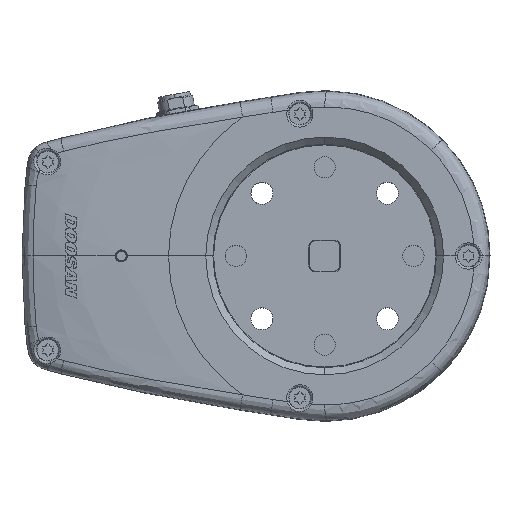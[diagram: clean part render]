
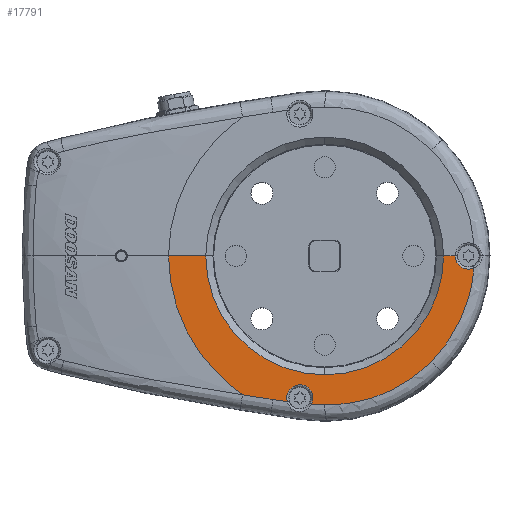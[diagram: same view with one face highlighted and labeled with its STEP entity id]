
A CAD part, top view. The second image highlights one B-rep face of the part: STEP entity #17791.
In plain terms, the highlighted planar face has unit normal (0, 0, -1).
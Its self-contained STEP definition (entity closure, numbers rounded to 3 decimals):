
#4985=CARTESIAN_POINT('Vertex',(-23.182,-39.122,-120.987)) ;
#6423=CARTESIAN_POINT('Vertex',(-3.764,-41.795,-120.987)) ;
#6425=CARTESIAN_POINT('Vertex',(-10.542,-41.07,-120.987)) ;
#6429=CARTESIAN_POINT('Control Point',(-0.047,-41.93,-120.987)) ;
#6430=CARTESIAN_POINT('Control Point',(-0.579,-41.927,-120.987)) ;
#6431=CARTESIAN_POINT('Control Point',(-1.11,-41.919,-120.987)) ;
#6432=CARTESIAN_POINT('Control Point',(-1.641,-41.905,-120.987)) ;
#6433=CARTESIAN_POINT('Control Point',(-2.173,-41.885,-120.987)) ;
#6434=CARTESIAN_POINT('Control Point',(-2.703,-41.86,-120.987)) ;
#6435=CARTESIAN_POINT('Control Point',(-3.234,-41.83,-120.987)) ;
#6436=CARTESIAN_POINT('Control Point',(-3.764,-41.795,-120.987)) ;
#6437=CARTESIAN_POINT('Vertex',(-0.047,-41.93,-120.987)) ;
#6481=CARTESIAN_POINT('Vertex',(-14.548,-40.473,-120.987)) ;
#6485=CARTESIAN_POINT('Control Point',(-10.542,-41.07,-120.987)) ;
#6486=CARTESIAN_POINT('Control Point',(-11.115,-40.99,-120.987)) ;
#6487=CARTESIAN_POINT('Control Point',(-11.688,-40.907,-120.987)) ;
#6488=CARTESIAN_POINT('Control Point',(-12.26,-40.823,-120.987)) ;
#6489=CARTESIAN_POINT('Control Point',(-12.832,-40.736,-120.987)) ;
#6490=CARTESIAN_POINT('Control Point',(-13.405,-40.649,-120.987)) ;
#6491=CARTESIAN_POINT('Control Point',(-13.976,-40.561,-120.987)) ;
#6492=CARTESIAN_POINT('Control Point',(-14.548,-40.473,-120.987)) ;
#6554=CARTESIAN_POINT('Control Point',(30.085,-29.761,-120.987)) ;
#6555=CARTESIAN_POINT('Control Point',(26.727,-33.155,-120.987)) ;
#6556=CARTESIAN_POINT('Control Point',(22.913,-36.099,-120.987)) ;
#6557=CARTESIAN_POINT('Control Point',(18.761,-38.552,-120.987)) ;
#6558=CARTESIAN_POINT('Control Point',(14.23,-40.421,-120.987)) ;
#6559=CARTESIAN_POINT('Control Point',(9.503,-41.496,-120.987)) ;
#6560=CARTESIAN_POINT('Control Point',(4.727,-41.954,-120.987)) ;
#6561=CARTESIAN_POINT('Control Point',(-0.047,-41.93,-120.987)) ;
#6562=CARTESIAN_POINT('Vertex',(30.085,-29.761,-120.987)) ;
#9142=CARTESIAN_POINT('Vertex',(33.5,0.,-120.987)) ;
#9180=CARTESIAN_POINT('Vertex',(-33.5,0.,-120.987)) ;
#9213=CARTESIAN_POINT('Vertex',(42.075,-3.348,-120.987)) ;
#9216=CARTESIAN_POINT('Axis2P3D Location',(40.5,0.,-120.987)) ;
#9220=CARTESIAN_POINT('Vertex',(36.8,0.,-120.987)) ;
#9325=CARTESIAN_POINT('Vertex',(0.,-33.5,-120.987)) ;
#9328=CARTESIAN_POINT('Axis2P3D Location',(0.,0.,-120.987)) ;
#9355=CARTESIAN_POINT('Axis2P3D Location',(0.,0.,-120.987)) ;
#13662=CARTESIAN_POINT('Vertex',(-10.247,-38.226,-120.987)) ;
#13665=CARTESIAN_POINT('Axis2P3D Location',(-7.,-40.,-120.987)) ;
#13669=CARTESIAN_POINT('Vertex',(-3.753,-41.774,-120.987)) ;
#13689=CARTESIAN_POINT('Axis2P3D Location',(-7.,-40.,-120.987)) ;
#13713=CARTESIAN_POINT('Axis2P3D Location',(-7.,-40.,-120.987)) ;
#17713=CARTESIAN_POINT('Axis2P3D Location',(52.431,-47.81,-120.987)) ;
#17719=CARTESIAN_POINT('Control Point',(30.085,-29.761,-120.987)) ;
#17720=CARTESIAN_POINT('Control Point',(32.757,-27.06,-120.987)) ;
#17721=CARTESIAN_POINT('Control Point',(35.119,-24.055,-120.987)) ;
#17722=CARTESIAN_POINT('Control Point',(37.125,-20.788,-120.987)) ;
#17723=CARTESIAN_POINT('Control Point',(39.647,-15.389,-120.987)) ;
#17724=CARTESIAN_POINT('Control Point',(41.191,-9.659,-120.987)) ;
#17725=CARTESIAN_POINT('Control Point',(41.615,-7.573,-120.987)) ;
#17726=CARTESIAN_POINT('Control Point',(41.91,-5.465,-120.987)) ;
#17727=CARTESIAN_POINT('Control Point',(42.075,-3.348,-120.987)) ;
#17730=CARTESIAN_POINT('Control Point',(-14.548,-40.473,-120.987)) ;
#17731=CARTESIAN_POINT('Control Point',(-15.585,-40.313,-120.987)) ;
#17732=CARTESIAN_POINT('Control Point',(-16.621,-40.153,-120.987)) ;
#17733=CARTESIAN_POINT('Control Point',(-17.659,-39.992,-120.987)) ;
#17734=CARTESIAN_POINT('Control Point',(-19.385,-39.723,-120.987)) ;
#17735=CARTESIAN_POINT('Control Point',(-21.111,-39.451,-120.987)) ;
#17736=CARTESIAN_POINT('Control Point',(-21.802,-39.342,-120.987)) ;
#17737=CARTESIAN_POINT('Control Point',(-22.492,-39.232,-120.987)) ;
#17738=CARTESIAN_POINT('Control Point',(-23.182,-39.122,-120.987)) ;
#17741=CARTESIAN_POINT('Control Point',(-44.,0.,-120.987)) ;
#17742=CARTESIAN_POINT('Control Point',(-44.,-2.662,-120.987)) ;
#17743=CARTESIAN_POINT('Control Point',(-43.807,-5.324,-120.987)) ;
#17744=CARTESIAN_POINT('Control Point',(-43.424,-7.957,-120.987)) ;
#17745=CARTESIAN_POINT('Control Point',(-42.562,-11.873,-120.987)) ;
#17746=CARTESIAN_POINT('Control Point',(-41.286,-15.666,-120.987)) ;
#17747=CARTESIAN_POINT('Control Point',(-40.813,-16.923,-120.987)) ;
#17748=CARTESIAN_POINT('Control Point',(-39.513,-20.031,-120.987)) ;
#17749=CARTESIAN_POINT('Control Point',(-37.939,-23.012,-120.987)) ;
#17750=CARTESIAN_POINT('Control Point',(-36.891,-24.765,-120.987)) ;
#17751=CARTESIAN_POINT('Control Point',(-34.587,-28.192,-120.987)) ;
#17752=CARTESIAN_POINT('Control Point',(-31.937,-31.358,-120.987)) ;
#17753=CARTESIAN_POINT('Control Point',(-30.512,-32.891,-120.987)) ;
#17754=CARTESIAN_POINT('Control Point',(-28.494,-34.853,-120.987)) ;
#17755=CARTESIAN_POINT('Control Point',(-26.353,-36.676,-120.987)) ;
#17756=CARTESIAN_POINT('Control Point',(-25.798,-37.132,-120.987)) ;
#17757=CARTESIAN_POINT('Control Point',(-24.946,-37.81,-120.987)) ;
#17758=CARTESIAN_POINT('Control Point',(-24.078,-38.467,-120.987)) ;
#17759=CARTESIAN_POINT('Control Point',(-23.781,-38.688,-120.987)) ;
#17760=CARTESIAN_POINT('Control Point',(-23.482,-38.906,-120.987)) ;
#17761=CARTESIAN_POINT('Control Point',(-23.181,-39.122,-120.987)) ;
#17762=CARTESIAN_POINT('Vertex',(-44.,0.,-120.987)) ;
#17765=CARTESIAN_POINT('Line Origine',(-38.75,0.,-120.987)) ;
#17770=CARTESIAN_POINT('Line Origine',(35.15,0.,-120.987)) ;
#9217=DIRECTION('Axis2P3D Direction',(0.,0.,1.)) ;
#9329=DIRECTION('Axis2P3D Direction',(0.,0.,1.)) ;
#9356=DIRECTION('Axis2P3D Direction',(0.,0.,1.)) ;
#13666=DIRECTION('Axis2P3D Direction',(0.,0.,1.)) ;
#13690=DIRECTION('Axis2P3D Direction',(0.,0.,1.)) ;
#13714=DIRECTION('Axis2P3D Direction',(0.,0.,1.)) ;
#17714=DIRECTION('Axis2P3D Direction',(0.,-0.,1.)) ;
#17715=DIRECTION('Axis2P3D XDirection',(0.,1.,0.)) ;
#17766=DIRECTION('Vector Direction',(-1.,0.,0.)) ;
#17771=DIRECTION('Vector Direction',(-1.,0.,0.)) ;
#9218=AXIS2_PLACEMENT_3D('Circle Axis2P3D',#9216,#9217,$) ;
#9330=AXIS2_PLACEMENT_3D('Circle Axis2P3D',#9328,#9329,$) ;
#9357=AXIS2_PLACEMENT_3D('Circle Axis2P3D',#9355,#9356,$) ;
#13667=AXIS2_PLACEMENT_3D('Circle Axis2P3D',#13665,#13666,$) ;
#13691=AXIS2_PLACEMENT_3D('Circle Axis2P3D',#13689,#13690,$) ;
#13715=AXIS2_PLACEMENT_3D('Circle Axis2P3D',#13713,#13714,$) ;
#17716=AXIS2_PLACEMENT_3D('Plane Axis2P3D',#17713,#17714,#17715) ;
#17776=ORIENTED_EDGE('',*,*,#9222,.T.) ;
#17777=ORIENTED_EDGE('',*,*,#17728,.F.) ;
#17778=ORIENTED_EDGE('',*,*,#6564,.T.) ;
#17779=ORIENTED_EDGE('',*,*,#6439,.T.) ;
#17780=ORIENTED_EDGE('',*,*,#13693,.F.) ;
#17781=ORIENTED_EDGE('',*,*,#13671,.F.) ;
#17782=ORIENTED_EDGE('',*,*,#13717,.F.) ;
#17783=ORIENTED_EDGE('',*,*,#6493,.T.) ;
#17784=ORIENTED_EDGE('',*,*,#17739,.T.) ;
#17785=ORIENTED_EDGE('',*,*,#17764,.T.) ;
#17786=ORIENTED_EDGE('',*,*,#17769,.F.) ;
#17787=ORIENTED_EDGE('',*,*,#9332,.T.) ;
#17788=ORIENTED_EDGE('',*,*,#9359,.T.) ;
#17789=ORIENTED_EDGE('',*,*,#17774,.F.) ;
#17767=VECTOR('Line Direction',#17766,1.) ;
#17772=VECTOR('Line Direction',#17771,1.) ;
#17791=ADVANCED_FACE('SVM',(#17790),#17717,.F.) ;
#6428=B_SPLINE_CURVE_WITH_KNOTS('',7,(#6429,#6430,#6431,#6432,#6433,#6434,#6435,#6436),.UNSPECIFIED.,.F.,.U.,(8,8),(0.,3.906),.UNSPECIFIED.) ;
#6484=B_SPLINE_CURVE_WITH_KNOTS('',7,(#6485,#6486,#6487,#6488,#6489,#6490,#6491,#6492),.UNSPECIFIED.,.F.,.U.,(8,8),(11.065,15.318),.UNSPECIFIED.) ;
#6553=B_SPLINE_CURVE_WITH_KNOTS('',7,(#6554,#6555,#6556,#6557,#6558,#6559,#6560,#6561),.UNSPECIFIED.,.F.,.U.,(8,8),(0.,35.615),.UNSPECIFIED.) ;
#17718=B_SPLINE_CURVE_WITH_KNOTS('',5,(#17719,#17720,#17721,#17722,#17723,#17724,#17725,#17726,#17727),.UNSPECIFIED.,.F.,.U.,(6,3,6),(0.,26.903,41.945),.UNSPECIFIED.) ;
#17729=B_SPLINE_CURVE_WITH_KNOTS('',5,(#17730,#17731,#17732,#17733,#17734,#17735,#17736,#17737,#17738),.UNSPECIFIED.,.F.,.U.,(6,3,6),(0.,7.416,12.358),.UNSPECIFIED.) ;
#17740=B_SPLINE_CURVE_WITH_KNOTS('',5,(#17741,#17742,#17743,#17744,#17745,#17746,#17747,#17748,#17749,#17750,#17751,#17752,#17753,#17754,#17755,#17756,#17757,#17758,#17759,#17760,#17761),.UNSPECIFIED.,.F.,.U.,(6,3,3,3,3,3,6),(0.,18.831,28.288,42.65,57.459,62.541,65.159),.UNSPECIFIED.) ;
#9219=CIRCLE('generated circle',#9218,3.7) ;
#9331=CIRCLE('generated circle',#9330,33.5) ;
#9358=CIRCLE('generated circle',#9357,33.5) ;
#13668=CIRCLE('generated circle',#13667,3.7) ;
#13692=CIRCLE('generated circle',#13691,3.7) ;
#13716=CIRCLE('generated circle',#13715,3.7) ;
#6439=EDGE_CURVE('',#6438,#6424,#6428,.T.) ;
#6493=EDGE_CURVE('',#6426,#6482,#6484,.T.) ;
#6564=EDGE_CURVE('',#6563,#6438,#6553,.T.) ;
#9222=EDGE_CURVE('',#9221,#9214,#9219,.T.) ;
#9332=EDGE_CURVE('',#9181,#9326,#9331,.T.) ;
#9359=EDGE_CURVE('',#9326,#9143,#9358,.T.) ;
#13671=EDGE_CURVE('',#13663,#13670,#13668,.F.) ;
#13693=EDGE_CURVE('',#13670,#6424,#13692,.F.) ;
#13717=EDGE_CURVE('',#6426,#13663,#13716,.F.) ;
#17728=EDGE_CURVE('',#6563,#9214,#17718,.T.) ;
#17739=EDGE_CURVE('',#6482,#4986,#17729,.T.) ;
#17764=EDGE_CURVE('',#4986,#17763,#17740,.F.) ;
#17769=EDGE_CURVE('',#9181,#17763,#17768,.T.) ;
#17774=EDGE_CURVE('',#9221,#9143,#17773,.T.) ;
#17775=EDGE_LOOP('',(#17776,#17777,#17778,#17779,#17780,#17781,#17782,#17783,#17784,#17785,#17786,#17787,#17788,#17789)) ;
#17790=FACE_OUTER_BOUND('',#17775,.T.) ;
#17768=LINE('Line',#17765,#17767) ;
#17773=LINE('Line',#17770,#17772) ;
#17717=PLANE('',#17716) ;
#4986=VERTEX_POINT('',#4985) ;
#6424=VERTEX_POINT('',#6423) ;
#6426=VERTEX_POINT('',#6425) ;
#6438=VERTEX_POINT('',#6437) ;
#6482=VERTEX_POINT('',#6481) ;
#6563=VERTEX_POINT('',#6562) ;
#9143=VERTEX_POINT('',#9142) ;
#9181=VERTEX_POINT('',#9180) ;
#9214=VERTEX_POINT('',#9213) ;
#9221=VERTEX_POINT('',#9220) ;
#9326=VERTEX_POINT('',#9325) ;
#13663=VERTEX_POINT('',#13662) ;
#13670=VERTEX_POINT('',#13669) ;
#17763=VERTEX_POINT('',#17762) ;
